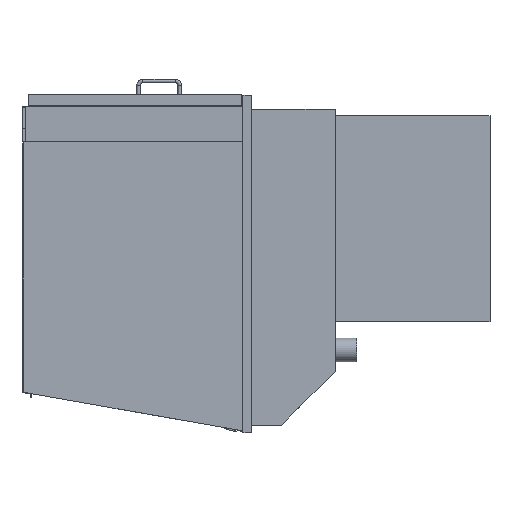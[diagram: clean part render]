
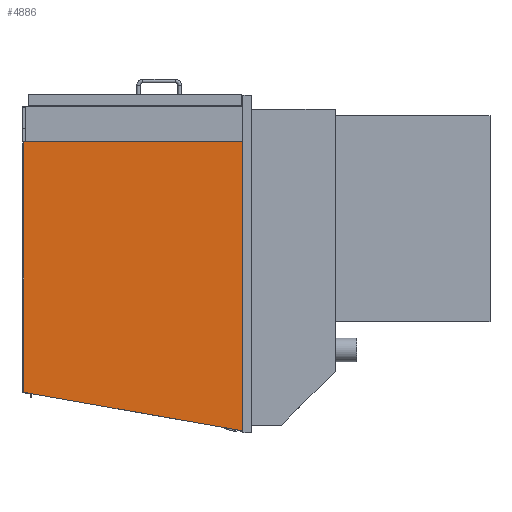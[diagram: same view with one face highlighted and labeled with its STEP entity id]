
A CAD part, left-side view. The second image highlights one B-rep face of the part: STEP entity #4886.
In plain terms, the highlighted planar face has unit normal (-1, 0, 0).
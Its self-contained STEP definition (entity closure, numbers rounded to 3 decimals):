
#65=CIRCLE('',#5278,3.);
#312=FACE_OUTER_BOUND('',#607,.T.);
#607=EDGE_LOOP('',(#3585,#3586,#3587,#3588,#3589));
#966=LINE('',#7336,#1560);
#970=LINE('',#7344,#1564);
#973=LINE('',#7350,#1567);
#976=LINE('',#7356,#1570);
#1560=VECTOR('',#5952,10.);
#1564=VECTOR('',#5958,10.);
#1567=VECTOR('',#5963,10.);
#1570=VECTOR('',#5968,10.);
#2139=VERTEX_POINT('',#7334);
#2140=VERTEX_POINT('',#7335);
#2143=VERTEX_POINT('',#7343);
#2145=VERTEX_POINT('',#7349);
#2147=VERTEX_POINT('',#7355);
#2670=EDGE_CURVE('',#2139,#2140,#966,.T.);
#2674=EDGE_CURVE('',#2140,#2143,#970,.T.);
#2677=EDGE_CURVE('',#2143,#2145,#973,.T.);
#2680=EDGE_CURVE('',#2145,#2147,#976,.T.);
#2683=EDGE_CURVE('',#2147,#2139,#65,.T.);
#3585=ORIENTED_EDGE('',*,*,#2683,.T.);
#3586=ORIENTED_EDGE('',*,*,#2670,.T.);
#3587=ORIENTED_EDGE('',*,*,#2674,.T.);
#3588=ORIENTED_EDGE('',*,*,#2677,.T.);
#3589=ORIENTED_EDGE('',*,*,#2680,.T.);
#4616=PLANE('',#5280);
#4886=ADVANCED_FACE('',(#312),#4616,.T.);
#5278=AXIS2_PLACEMENT_3D('',#7361,#5973,#5974);
#5280=AXIS2_PLACEMENT_3D('',#7363,#5977,#5978);
#5952=DIRECTION('',(0.,0.,1.));
#5958=DIRECTION('',(0.,1.,0.));
#5963=DIRECTION('',(0.,0.,-1.));
#5968=DIRECTION('',(0.,-0.985,-0.174));
#5973=DIRECTION('center_axis',(-1.,0.,0.));
#5974=DIRECTION('ref_axis',(0.,0.174,-0.985));
#5977=DIRECTION('center_axis',(-1.,0.,0.));
#5978=DIRECTION('ref_axis',(0.,0.,1.));
#7334=CARTESIAN_POINT('',(-250.5,117.5,-377.425));
#7335=CARTESIAN_POINT('',(-250.5,117.5,292.));
#7336=CARTESIAN_POINT('',(-250.5,117.5,-385.));
#7343=CARTESIAN_POINT('',(-250.5,627.5,292.));
#7344=CARTESIAN_POINT('',(-250.5,117.5,292.));
#7349=CARTESIAN_POINT('',(-250.5,627.5,-291.073));
#7350=CARTESIAN_POINT('',(-250.5,627.5,292.));
#7355=CARTESIAN_POINT('',(-250.5,121.021,-380.379));
#7356=CARTESIAN_POINT('',(-250.5,627.5,-291.073));
#7361=CARTESIAN_POINT('Origin',(-250.5,120.5,-377.425));
#7363=CARTESIAN_POINT('Origin',(-250.5,372.5,-44.212));
